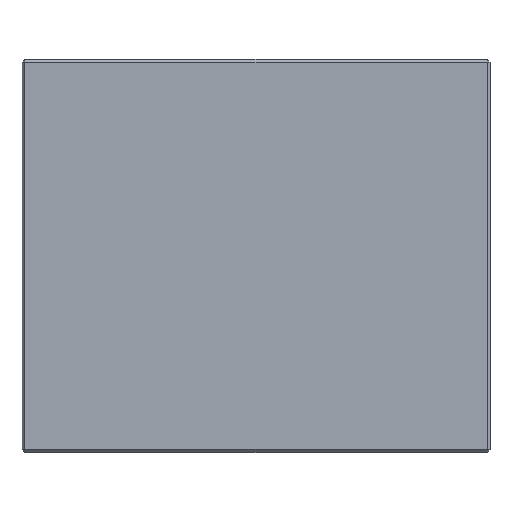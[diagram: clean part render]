
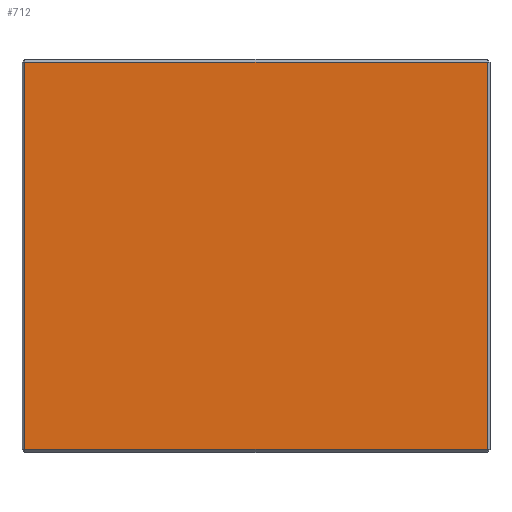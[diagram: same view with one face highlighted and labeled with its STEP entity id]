
A CAD part, top view. The second image highlights one B-rep face of the part: STEP entity #712.
In plain terms, the highlighted planar face has unit normal (0, 0, 1).
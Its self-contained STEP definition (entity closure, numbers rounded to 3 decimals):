
#44 = PLANE('',#45);
#45 = AXIS2_PLACEMENT_3D('',#46,#47,#48);
#46 = CARTESIAN_POINT('',(-40.5,33.75,21.75));
#47 = DIRECTION('',(0.,0.707,0.707));
#48 = DIRECTION('',(-1.,0.,0.));
#203 = VERTEX_POINT('',#204);
#204 = CARTESIAN_POINT('',(40.,33.5,22.));
#230 = EDGE_CURVE('',#231,#203,#233,.T.);
#231 = VERTEX_POINT('',#232);
#232 = CARTESIAN_POINT('',(-40.,33.5,22.));
#233 = SURFACE_CURVE('',#234,(#238,#245),.PCURVE_S1.);
#234 = LINE('',#235,#236);
#235 = CARTESIAN_POINT('',(-40.5,33.5,22.));
#236 = VECTOR('',#237,1.);
#237 = DIRECTION('',(1.,0.,0.));
#238 = PCURVE('',#44,#239);
#239 = DEFINITIONAL_REPRESENTATION('',(#240),#244);
#240 = LINE('',#241,#242);
#241 = CARTESIAN_POINT('',(-0.,0.354));
#242 = VECTOR('',#243,1.);
#243 = DIRECTION('',(-1.,0.));
#244 = ( GEOMETRIC_REPRESENTATION_CONTEXT(2) 
PARAMETRIC_REPRESENTATION_CONTEXT() REPRESENTATION_CONTEXT('2D SPACE',''
  ) );
#245 = PCURVE('',#246,#251);
#246 = PLANE('',#247);
#247 = AXIS2_PLACEMENT_3D('',#248,#249,#250);
#248 = CARTESIAN_POINT('',(0.,0.,22.));
#249 = DIRECTION('',(0.,0.,1.));
#250 = DIRECTION('',(1.,0.,0.));
#251 = DEFINITIONAL_REPRESENTATION('',(#252),#256);
#252 = LINE('',#253,#254);
#253 = CARTESIAN_POINT('',(-40.5,33.5));
#254 = VECTOR('',#255,1.);
#255 = DIRECTION('',(1.,0.));
#256 = ( GEOMETRIC_REPRESENTATION_CONTEXT(2) 
PARAMETRIC_REPRESENTATION_CONTEXT() REPRESENTATION_CONTEXT('2D SPACE',''
  ) );
#669 = PLANE('',#670);
#670 = AXIS2_PLACEMENT_3D('',#671,#672,#673);
#671 = CARTESIAN_POINT('',(-40.25,-34.,21.75));
#672 = DIRECTION('',(-0.707,0.,0.707));
#673 = DIRECTION('',(0.,1.,0.));
#700 = PLANE('',#701);
#701 = AXIS2_PLACEMENT_3D('',#702,#703,#704);
#702 = CARTESIAN_POINT('',(40.25,34.,21.75));
#703 = DIRECTION('',(0.707,0.,0.707));
#704 = DIRECTION('',(0.,-1.,0.));
#712 = ADVANCED_FACE('',(#713),#246,.T.);
#713 = FACE_BOUND('',#714,.T.);
#714 = EDGE_LOOP('',(#715,#716,#739,#767));
#715 = ORIENTED_EDGE('',*,*,#230,.F.);
#716 = ORIENTED_EDGE('',*,*,#717,.F.);
#717 = EDGE_CURVE('',#718,#231,#720,.T.);
#718 = VERTEX_POINT('',#719);
#719 = CARTESIAN_POINT('',(-40.,-33.5,22.));
#720 = SURFACE_CURVE('',#721,(#725,#732),.PCURVE_S1.);
#721 = LINE('',#722,#723);
#722 = CARTESIAN_POINT('',(-40.,-34.,22.));
#723 = VECTOR('',#724,1.);
#724 = DIRECTION('',(0.,1.,0.));
#725 = PCURVE('',#246,#726);
#726 = DEFINITIONAL_REPRESENTATION('',(#727),#731);
#727 = LINE('',#728,#729);
#728 = CARTESIAN_POINT('',(-40.,-34.));
#729 = VECTOR('',#730,1.);
#730 = DIRECTION('',(0.,1.));
#731 = ( GEOMETRIC_REPRESENTATION_CONTEXT(2) 
PARAMETRIC_REPRESENTATION_CONTEXT() REPRESENTATION_CONTEXT('2D SPACE',''
  ) );
#732 = PCURVE('',#669,#733);
#733 = DEFINITIONAL_REPRESENTATION('',(#734),#738);
#734 = LINE('',#735,#736);
#735 = CARTESIAN_POINT('',(0.,-0.354));
#736 = VECTOR('',#737,1.);
#737 = DIRECTION('',(1.,0.));
#738 = ( GEOMETRIC_REPRESENTATION_CONTEXT(2) 
PARAMETRIC_REPRESENTATION_CONTEXT() REPRESENTATION_CONTEXT('2D SPACE',''
  ) );
#739 = ORIENTED_EDGE('',*,*,#740,.F.);
#740 = EDGE_CURVE('',#741,#718,#743,.T.);
#741 = VERTEX_POINT('',#742);
#742 = CARTESIAN_POINT('',(40.,-33.5,22.));
#743 = SURFACE_CURVE('',#744,(#748,#755),.PCURVE_S1.);
#744 = LINE('',#745,#746);
#745 = CARTESIAN_POINT('',(40.5,-33.5,22.));
#746 = VECTOR('',#747,1.);
#747 = DIRECTION('',(-1.,0.,0.));
#748 = PCURVE('',#246,#749);
#749 = DEFINITIONAL_REPRESENTATION('',(#750),#754);
#750 = LINE('',#751,#752);
#751 = CARTESIAN_POINT('',(40.5,-33.5));
#752 = VECTOR('',#753,1.);
#753 = DIRECTION('',(-1.,0.));
#754 = ( GEOMETRIC_REPRESENTATION_CONTEXT(2) 
PARAMETRIC_REPRESENTATION_CONTEXT() REPRESENTATION_CONTEXT('2D SPACE',''
  ) );
#755 = PCURVE('',#756,#761);
#756 = PLANE('',#757);
#757 = AXIS2_PLACEMENT_3D('',#758,#759,#760);
#758 = CARTESIAN_POINT('',(40.5,-33.75,21.75));
#759 = DIRECTION('',(0.,-0.707,0.707));
#760 = DIRECTION('',(-1.,0.,0.));
#761 = DEFINITIONAL_REPRESENTATION('',(#762),#766);
#762 = LINE('',#763,#764);
#763 = CARTESIAN_POINT('',(0.,-0.354));
#764 = VECTOR('',#765,1.);
#765 = DIRECTION('',(1.,0.));
#766 = ( GEOMETRIC_REPRESENTATION_CONTEXT(2) 
PARAMETRIC_REPRESENTATION_CONTEXT() REPRESENTATION_CONTEXT('2D SPACE',''
  ) );
#767 = ORIENTED_EDGE('',*,*,#768,.F.);
#768 = EDGE_CURVE('',#203,#741,#769,.T.);
#769 = SURFACE_CURVE('',#770,(#774,#781),.PCURVE_S1.);
#770 = LINE('',#771,#772);
#771 = CARTESIAN_POINT('',(40.,34.,22.));
#772 = VECTOR('',#773,1.);
#773 = DIRECTION('',(0.,-1.,0.));
#774 = PCURVE('',#246,#775);
#775 = DEFINITIONAL_REPRESENTATION('',(#776),#780);
#776 = LINE('',#777,#778);
#777 = CARTESIAN_POINT('',(40.,34.));
#778 = VECTOR('',#779,1.);
#779 = DIRECTION('',(0.,-1.));
#780 = ( GEOMETRIC_REPRESENTATION_CONTEXT(2) 
PARAMETRIC_REPRESENTATION_CONTEXT() REPRESENTATION_CONTEXT('2D SPACE',''
  ) );
#781 = PCURVE('',#700,#782);
#782 = DEFINITIONAL_REPRESENTATION('',(#783),#787);
#783 = LINE('',#784,#785);
#784 = CARTESIAN_POINT('',(0.,-0.354));
#785 = VECTOR('',#786,1.);
#786 = DIRECTION('',(1.,0.));
#787 = ( GEOMETRIC_REPRESENTATION_CONTEXT(2) 
PARAMETRIC_REPRESENTATION_CONTEXT() REPRESENTATION_CONTEXT('2D SPACE',''
  ) );
